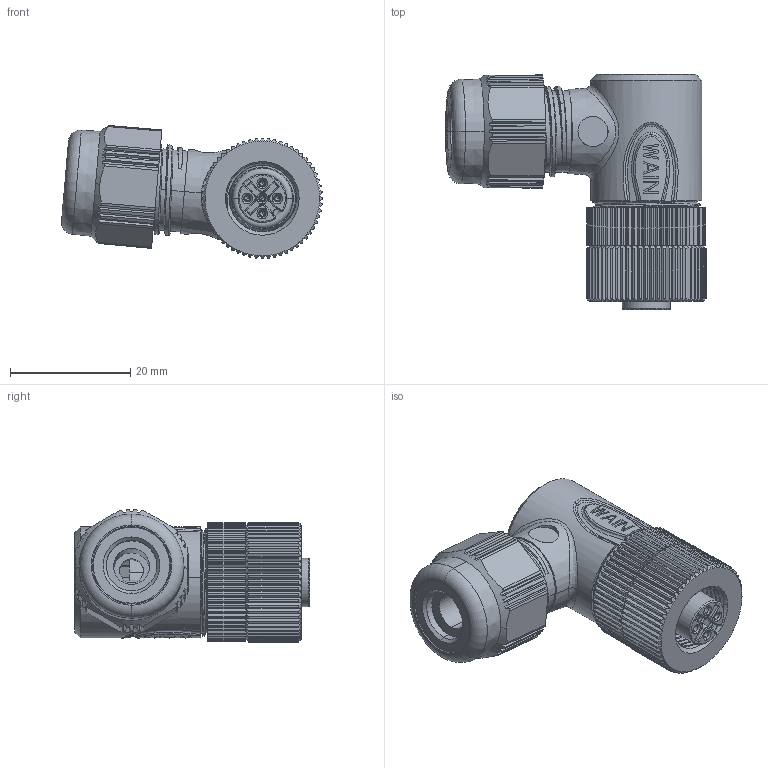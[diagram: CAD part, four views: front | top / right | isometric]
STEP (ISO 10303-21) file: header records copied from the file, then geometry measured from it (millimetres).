
FILE_DESCRIPTION((''),'2;1');
FILE_NAME('PRT0003','2017-07-14T',('y.wang'),(''),'PRO/ENGINEER BY PARAMETRIC TECHNOLOGY CORPORATION, 2012480','PRO/ENGINEER BY PARAMETRIC TECHNOLOGY CORPORATION, 2012480','');
FILE_SCHEMA(('CONFIG_CONTROL_DESIGN'));
Products named in the file (1): PRT0003
Bounding box: 43.39 x 39.1 x 22.12 mm (x, y, z)
Volume: 10938.3 mm3; surface area: 14357.7 mm2
Topology: 1 solids, 1 shells, 2012 faces, 5886 edges, 3860 vertices
Faces by surface type: plane 721, cylinder 635, cone 335, bspline 161, torus 96, extrusion 62, sphere 2
Entity records: 100326 total; most frequent: CARTESIAN_POINT 50333, ORIENTED_EDGE 11728, DIRECTION 8827, EDGE_CURVE 5864, VERTEX_POINT 3860, AXIS2_PLACEMENT_3D 3319, B_SPLINE_CURVE_WITH_KNOTS 2269, VECTOR 2189
